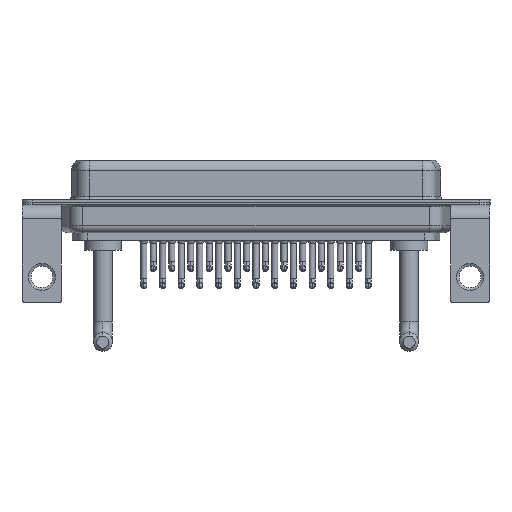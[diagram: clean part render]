
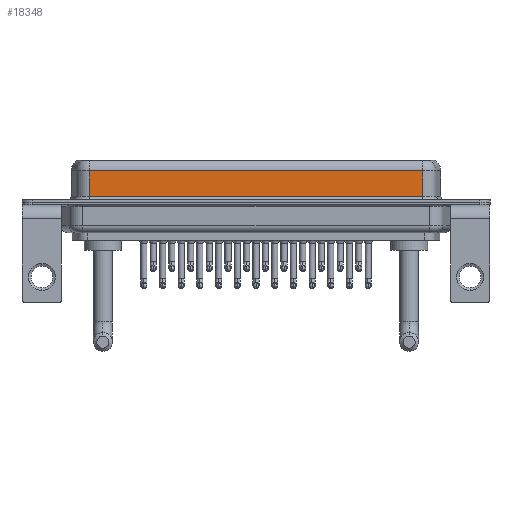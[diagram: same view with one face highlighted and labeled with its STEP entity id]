
A CAD part, front view. The second image highlights one B-rep face of the part: STEP entity #18348.
In plain terms, the highlighted planar face has unit normal (0, -1, 0).
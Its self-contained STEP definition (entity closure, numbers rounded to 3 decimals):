
#427 = EDGE_CURVE ( 'NONE', #17535, #19414, #1828, .T. ) ;
#658 = CARTESIAN_POINT ( 'NONE',  ( 56.462, -3.95, 0.9 ) ) ;
#975 = VERTEX_POINT ( 'NONE', #24163 ) ;
#1182 = DIRECTION ( 'NONE',  ( 1., 0., 0. ) ) ;
#1828 = LINE ( 'NONE', #9737, #25162 ) ;
#3955 = FACE_OUTER_BOUND ( 'NONE', #4532, .T. ) ;
#4532 = EDGE_LOOP ( 'NONE', ( #15315, #15445, #5696, #6104 ) ) ;
#4537 = CARTESIAN_POINT ( 'NONE',  ( 7.038, -3.95, 4.65 ) ) ;
#5696 = ORIENTED_EDGE ( 'NONE', *, *, #9773, .T. ) ;
#6104 = ORIENTED_EDGE ( 'NONE', *, *, #20796, .T. ) ;
#7807 = VECTOR ( 'NONE', #10563, 1000. ) ;
#8638 = CARTESIAN_POINT ( 'NONE',  ( 7.038, -3.95, 6.4 ) ) ;
#9737 = CARTESIAN_POINT ( 'NONE',  ( 56.462, -3.95, 4.65 ) ) ;
#9773 = EDGE_CURVE ( 'NONE', #19414, #14264, #22336, .T. ) ;
#10299 = DIRECTION ( 'NONE',  ( 0., 1., 0. ) ) ;
#10563 = DIRECTION ( 'NONE',  ( 0., 0., -1. ) ) ;
#12573 = LINE ( 'NONE', #658, #19152 ) ;
#12894 = CARTESIAN_POINT ( 'NONE',  ( 56.462, -3.95, 6.4 ) ) ;
#13071 = CARTESIAN_POINT ( 'NONE',  ( 56.462, -3.95, 4.65 ) ) ;
#14264 = VERTEX_POINT ( 'NONE', #17142 ) ;
#14278 = EDGE_CURVE ( 'NONE', #17535, #975, #20892, .T. ) ;
#15315 = ORIENTED_EDGE ( 'NONE', *, *, #14278, .F. ) ;
#15445 = ORIENTED_EDGE ( 'NONE', *, *, #427, .T. ) ;
#16139 = CARTESIAN_POINT ( 'NONE',  ( 56.462, -3.95, 6.4 ) ) ;
#16771 = DIRECTION ( 'NONE',  ( 0., 0., -1. ) ) ;
#17142 = CARTESIAN_POINT ( 'NONE',  ( 7.038, -3.95, 0.9 ) ) ;
#17535 = VERTEX_POINT ( 'NONE', #13071 ) ;
#17621 = DIRECTION ( 'NONE',  ( -1., 0., 0. ) ) ;
#18348 = ADVANCED_FACE ( 'NONE', ( #3955 ), #19602, .F. ) ;
#19152 = VECTOR ( 'NONE', #1182, 1000. ) ;
#19414 = VERTEX_POINT ( 'NONE', #4537 ) ;
#19602 = PLANE ( 'NONE',  #21188 ) ;
#20796 = EDGE_CURVE ( 'NONE', #14264, #975, #12573, .T. ) ;
#20892 = LINE ( 'NONE', #12894, #21816 ) ;
#21188 = AXIS2_PLACEMENT_3D ( 'NONE', #16139, #10299, #23636 ) ;
#21816 = VECTOR ( 'NONE', #16771, 1000. ) ;
#22336 = LINE ( 'NONE', #8638, #7807 ) ;
#23636 = DIRECTION ( 'NONE',  ( 0., 0., 1. ) ) ;
#24163 = CARTESIAN_POINT ( 'NONE',  ( 56.462, -3.95, 0.9 ) ) ;
#25162 = VECTOR ( 'NONE', #17621, 1000. ) ;
